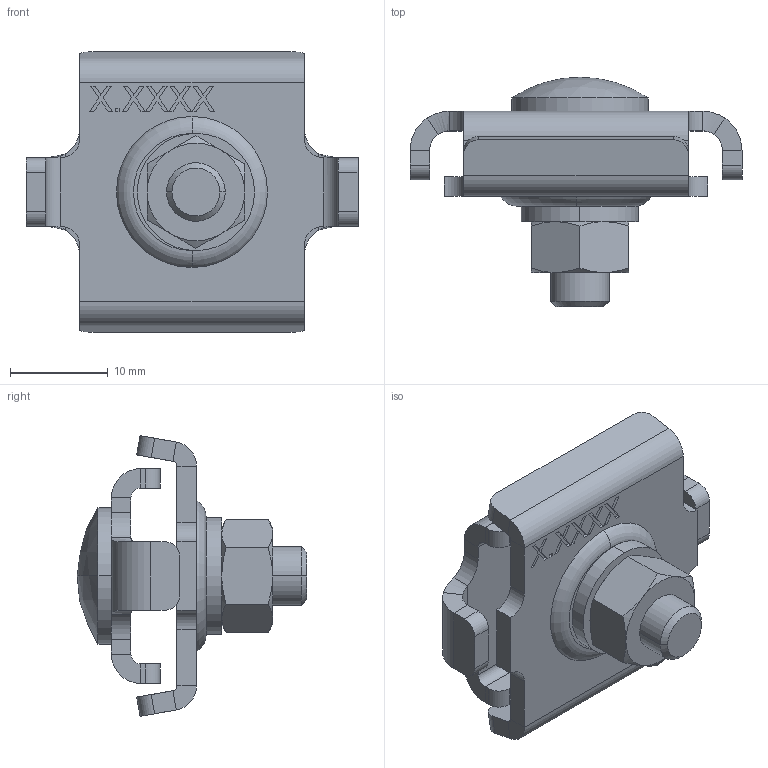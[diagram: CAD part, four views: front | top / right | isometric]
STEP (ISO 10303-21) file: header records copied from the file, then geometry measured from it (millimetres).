
FILE_DESCRIPTION (( 'STEP AP203' ), '1' );
FILE_NAME ('6016596.STEP', '2012-07-13T09:16:07', ( '' ), ( '' ), 'SwSTEP 2.0', 'SolidWorks 2012', '' );
FILE_SCHEMA (( 'CONFIG_CONTROL_DESIGN' ));
Length unit declared in the file: millimetre
Products named in the file (6): 011424_Hexagon Nut ISO 4032 - M6 - D - C; 011422_Washer DIN 125 - A 6.4; KTS 14.001-019_M6x25-; 006259; 006260; 6016596
Assembly tree (5 placements, depth 2):
  6016596
    006260
    006259
    KTS 14.001-019_M6x25-
    011422_Washer DIN 125 - A 6.4
    011424_Hexagon Nut ISO 4032 - M6 - D - C
Bounding box: 34 x 23.5 x 28.74 mm (x, y, z)
Volume: 4405.1 mm3; surface area: 4971.9 mm2
Topology: 5 solids, 5 shells, 249 faces, 612 edges, 383 vertices
Faces by surface type: plane 149, cylinder 46, bspline 24, cone 24, torus 4, sphere 2
Entity records: 8382 total; most frequent: CARTESIAN_POINT 2020, ORIENTED_EDGE 1224, DIRECTION 1118, EDGE_CURVE 612, LINE 396, VECTOR 396, VERTEX_POINT 383, AXIS2_PLACEMENT_3D 361
